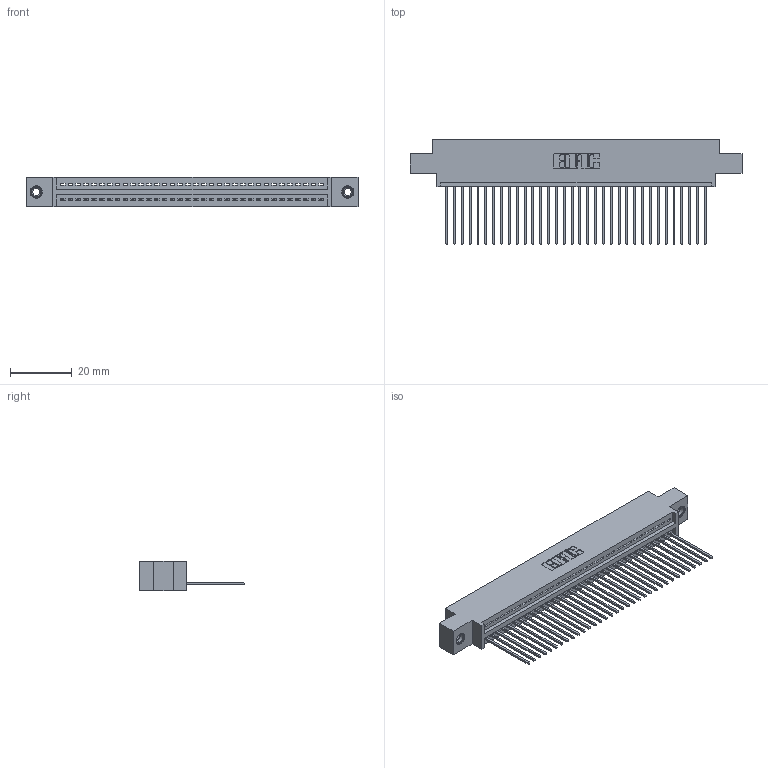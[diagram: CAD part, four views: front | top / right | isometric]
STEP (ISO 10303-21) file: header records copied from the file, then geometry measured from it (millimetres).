
FILE_DESCRIPTION (( 'STEP AP203' ), '1' );
FILE_NAME ('395-034-541-608.STEP', '2019-10-19T17:51:25', ( '' ), ( '' ), 'SwSTEP 2.0', 'SolidWorks 2016', '' );
FILE_SCHEMA (( 'CONFIG_CONTROL_DESIGN' ));
Length unit declared in the file: inch
Products named in the file (4): 345 Part_0.170 Offset - 0.156 Dia-TI; 345-292-001_345-293-141; 345-250-001_345-250-003-102; 395-034-541-608
Assembly tree (37 placements, depth 2):
  395-034-541-608
    345 Part_0.170 Offset - 0.156 Dia-TI
    345-292-001_345-293-141  x34
    345-250-001_345-250-003-102  x2
Bounding box: 107.57 x 33.96 x 9.4 mm (x, y, z)
Volume: 10143.8 mm3; surface area: 14177.3 mm2
Topology: 37 solids, 37 shells, 2162 faces, 6473 edges, 4262 vertices
Faces by surface type: plane 1476, cylinder 670, cone 12, torus 4
Entity records: 28002 total; most frequent: CARTESIAN_POINT 4833, ORIENTED_EDGE 4794, DIRECTION 4259, EDGE_CURVE 2397, LINE 2109, VECTOR 2109, VERTEX_POINT 1592, AXIS2_PLACEMENT_3D 1075
